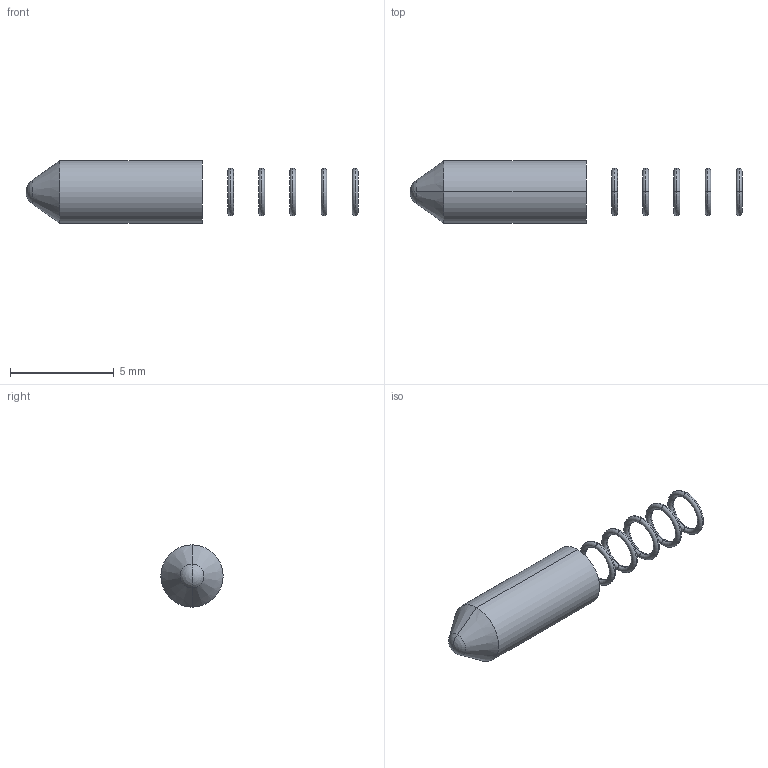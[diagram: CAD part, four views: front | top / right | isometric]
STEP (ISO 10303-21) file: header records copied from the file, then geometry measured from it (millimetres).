
FILE_DESCRIPTION(('STEP AP214'),'1');
FILE_NAME(' ',' ',('TraceParts'),('TraceParts S.A.'),'XStep 1.0',' ',' ');
FILE_SCHEMA(('automotive_design'));
Length unit declared in the file: millimetre
Products named in the file (6): 1; 2; 3; 4; 5; 6
Bounding box: 16 x 3 x 3 mm (x, y, z)
Volume: 24.8 mm3; surface area: 164.1 mm2
Topology: 6 solids, 6 shells, 33 faces, 68 edges, 34 vertices
Faces by surface type: torus 20, cylinder 4, cone 4, sphere 4, plane 1
Entity records: 1759 total; most frequent: DIRECTION 198, STYLED_ITEM 137, PRESENTATION_STYLE_ASSIGNMENT 137, CARTESIAN_POINT 137, COLOUR_RGB 137, ORIENTED_EDGE 128, AXIS2_PLACEMENT_3D 95, EDGE_CURVE 64
